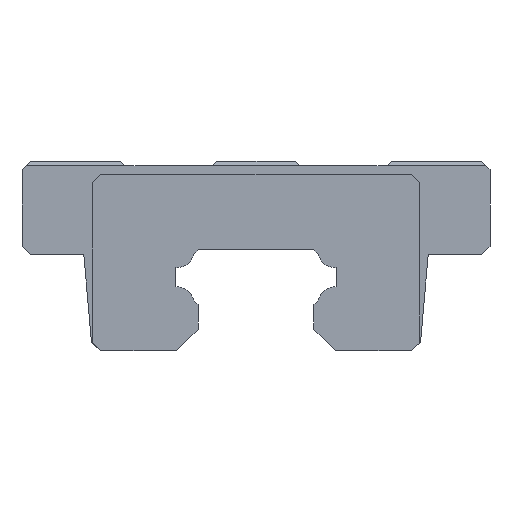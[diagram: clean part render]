
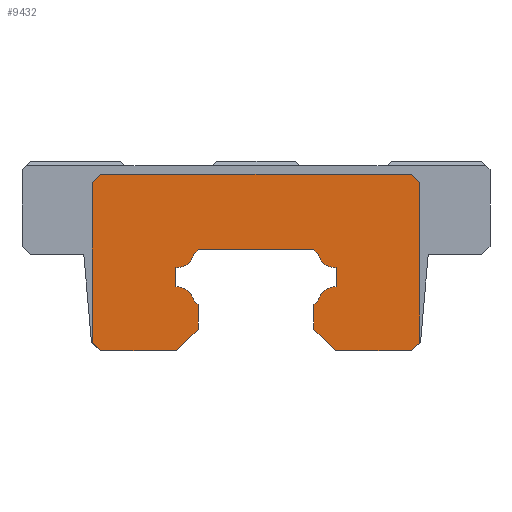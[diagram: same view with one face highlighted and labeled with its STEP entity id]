
A CAD part, front view. The second image highlights one B-rep face of the part: STEP entity #9432.
In plain terms, the highlighted planar face has unit normal (0, -1, 0).
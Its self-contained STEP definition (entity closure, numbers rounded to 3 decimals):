
#35=CIRCLE('',#9750,3.767);
#36=CIRCLE('',#9751,3.767);
#37=CIRCLE('',#9752,3.767);
#38=CIRCLE('',#9753,3.767);
#1149=FACE_OUTER_BOUND('',#1694,.T.);
#1694=EDGE_LOOP('',(#8400,#8401,#8402,#8403,#8404,#8405,#8406,#8407,#8408,
#8409,#8410,#8411,#8412,#8413,#8414,#8415,#8416,#8417,#8418,#8419,#8420,
#8421,#8422,#8423));
#2560=LINE('',#16489,#3507);
#2568=LINE('',#16512,#3515);
#2616=LINE('',#16614,#3563);
#2618=LINE('',#16618,#3565);
#2621=LINE('',#16624,#3568);
#2622=LINE('',#16626,#3569);
#2623=LINE('',#16628,#3570);
#2624=LINE('',#16632,#3571);
#2625=LINE('',#16636,#3572);
#2626=LINE('',#16638,#3573);
#2627=LINE('',#16640,#3574);
#2628=LINE('',#16644,#3575);
#2629=LINE('',#16648,#3576);
#2630=LINE('',#16650,#3577);
#2631=LINE('',#16652,#3578);
#2632=LINE('',#16654,#3579);
#2633=LINE('',#16656,#3580);
#2634=LINE('',#16658,#3581);
#2635=LINE('',#16659,#3582);
#2636=LINE('',#16660,#3583);
#3507=VECTOR('',#11069,10.);
#3515=VECTOR('',#11091,10.);
#3563=VECTOR('',#11157,10.);
#3565=VECTOR('',#11161,10.);
#3568=VECTOR('',#11166,10.);
#3569=VECTOR('',#11167,10.);
#3570=VECTOR('',#11168,10.);
#3571=VECTOR('',#11171,10.);
#3572=VECTOR('',#11174,10.);
#3573=VECTOR('',#11175,10.);
#3574=VECTOR('',#11176,10.);
#3575=VECTOR('',#11179,10.);
#3576=VECTOR('',#11182,10.);
#3577=VECTOR('',#11183,10.);
#3578=VECTOR('',#11184,10.);
#3579=VECTOR('',#11185,10.);
#3580=VECTOR('',#11186,10.);
#3581=VECTOR('',#11187,10.);
#3582=VECTOR('',#11188,10.);
#3583=VECTOR('',#11189,10.);
#4463=VERTEX_POINT('',#16483);
#4465=VERTEX_POINT('',#16487);
#4472=VERTEX_POINT('',#16509);
#4473=VERTEX_POINT('',#16511);
#4518=VERTEX_POINT('',#16613);
#4519=VERTEX_POINT('',#16617);
#4521=VERTEX_POINT('',#16623);
#4522=VERTEX_POINT('',#16625);
#4523=VERTEX_POINT('',#16627);
#4524=VERTEX_POINT('',#16629);
#4525=VERTEX_POINT('',#16631);
#4526=VERTEX_POINT('',#16633);
#4527=VERTEX_POINT('',#16635);
#4528=VERTEX_POINT('',#16637);
#4529=VERTEX_POINT('',#16639);
#4530=VERTEX_POINT('',#16641);
#4531=VERTEX_POINT('',#16643);
#4532=VERTEX_POINT('',#16645);
#4533=VERTEX_POINT('',#16647);
#4534=VERTEX_POINT('',#16649);
#4535=VERTEX_POINT('',#16651);
#4536=VERTEX_POINT('',#16653);
#4537=VERTEX_POINT('',#16655);
#4538=VERTEX_POINT('',#16657);
#5776=EDGE_CURVE('',#4463,#4465,#2560,.T.);
#5784=EDGE_CURVE('',#4473,#4472,#2568,.T.);
#5836=EDGE_CURVE('',#4473,#4518,#2616,.T.);
#5838=EDGE_CURVE('',#4519,#4518,#2618,.T.);
#5841=EDGE_CURVE('',#4472,#4521,#2621,.T.);
#5842=EDGE_CURVE('',#4521,#4522,#2622,.T.);
#5843=EDGE_CURVE('',#4522,#4523,#2623,.T.);
#5844=EDGE_CURVE('',#4523,#4524,#35,.T.);
#5845=EDGE_CURVE('',#4524,#4525,#2624,.T.);
#5846=EDGE_CURVE('',#4525,#4526,#36,.T.);
#5847=EDGE_CURVE('',#4526,#4527,#2625,.T.);
#5848=EDGE_CURVE('',#4527,#4528,#2626,.T.);
#5849=EDGE_CURVE('',#4528,#4529,#2627,.T.);
#5850=EDGE_CURVE('',#4529,#4530,#37,.T.);
#5851=EDGE_CURVE('',#4530,#4531,#2628,.T.);
#5852=EDGE_CURVE('',#4531,#4532,#38,.T.);
#5853=EDGE_CURVE('',#4532,#4533,#2629,.T.);
#5854=EDGE_CURVE('',#4533,#4534,#2630,.T.);
#5855=EDGE_CURVE('',#4534,#4535,#2631,.T.);
#5856=EDGE_CURVE('',#4535,#4536,#2632,.T.);
#5857=EDGE_CURVE('',#4537,#4536,#2633,.T.);
#5858=EDGE_CURVE('',#4537,#4538,#2634,.T.);
#5859=EDGE_CURVE('',#4463,#4538,#2635,.T.);
#5860=EDGE_CURVE('',#4519,#4465,#2636,.T.);
#8400=ORIENTED_EDGE('',*,*,#5836,.F.);
#8401=ORIENTED_EDGE('',*,*,#5784,.T.);
#8402=ORIENTED_EDGE('',*,*,#5841,.T.);
#8403=ORIENTED_EDGE('',*,*,#5842,.T.);
#8404=ORIENTED_EDGE('',*,*,#5843,.T.);
#8405=ORIENTED_EDGE('',*,*,#5844,.T.);
#8406=ORIENTED_EDGE('',*,*,#5845,.T.);
#8407=ORIENTED_EDGE('',*,*,#5846,.T.);
#8408=ORIENTED_EDGE('',*,*,#5847,.T.);
#8409=ORIENTED_EDGE('',*,*,#5848,.T.);
#8410=ORIENTED_EDGE('',*,*,#5849,.T.);
#8411=ORIENTED_EDGE('',*,*,#5850,.T.);
#8412=ORIENTED_EDGE('',*,*,#5851,.T.);
#8413=ORIENTED_EDGE('',*,*,#5852,.T.);
#8414=ORIENTED_EDGE('',*,*,#5853,.T.);
#8415=ORIENTED_EDGE('',*,*,#5854,.T.);
#8416=ORIENTED_EDGE('',*,*,#5855,.T.);
#8417=ORIENTED_EDGE('',*,*,#5856,.T.);
#8418=ORIENTED_EDGE('',*,*,#5857,.F.);
#8419=ORIENTED_EDGE('',*,*,#5858,.T.);
#8420=ORIENTED_EDGE('',*,*,#5859,.F.);
#8421=ORIENTED_EDGE('',*,*,#5776,.T.);
#8422=ORIENTED_EDGE('',*,*,#5860,.F.);
#8423=ORIENTED_EDGE('',*,*,#5838,.T.);
#8940=PLANE('',#9749);
#9432=ADVANCED_FACE('',(#1149),#8940,.T.);
#9749=AXIS2_PLACEMENT_3D('',#16622,#11164,#11165);
#9750=AXIS2_PLACEMENT_3D('',#16630,#11169,#11170);
#9751=AXIS2_PLACEMENT_3D('',#16634,#11172,#11173);
#9752=AXIS2_PLACEMENT_3D('',#16642,#11177,#11178);
#9753=AXIS2_PLACEMENT_3D('',#16646,#11180,#11181);
#11069=DIRECTION('',(-1.,0.,0.));
#11091=DIRECTION('',(1.,0.,0.));
#11157=DIRECTION('',(-0.707,0.,0.707));
#11161=DIRECTION('',(0.,0.,-1.));
#11164=DIRECTION('center_axis',(0.,-1.,0.));
#11165=DIRECTION('ref_axis',(0.,0.,-1.));
#11166=DIRECTION('',(0.707,0.,0.707));
#11167=DIRECTION('',(0.,0.,1.));
#11168=DIRECTION('',(-0.707,0.,0.707));
#11169=DIRECTION('center_axis',(0.,-1.,0.));
#11170=DIRECTION('ref_axis',(0.968,0.,0.252));
#11171=DIRECTION('',(0.,0.,1.));
#11172=DIRECTION('center_axis',(0.,-1.,0.));
#11173=DIRECTION('ref_axis',(-0.027,0.,-1.));
#11174=DIRECTION('',(0.707,0.,0.707));
#11175=DIRECTION('',(1.,0.,0.));
#11176=DIRECTION('',(0.707,0.,-0.707));
#11177=DIRECTION('center_axis',(0.,-1.,0.));
#11178=DIRECTION('ref_axis',(-0.968,0.,-0.252));
#11179=DIRECTION('',(0.,0.,-1.));
#11180=DIRECTION('center_axis',(0.,-1.,0.));
#11181=DIRECTION('ref_axis',(0.027,0.,1.));
#11182=DIRECTION('',(-0.707,0.,-0.707));
#11183=DIRECTION('',(0.,0.,-1.));
#11184=DIRECTION('',(0.707,0.,-0.707));
#11185=DIRECTION('',(1.,0.,0.));
#11186=DIRECTION('',(-0.737,0.,-0.676));
#11187=DIRECTION('',(0.,0.,1.));
#11188=DIRECTION('',(0.707,0.,-0.707));
#11189=DIRECTION('',(0.707,0.,0.707));
#16483=CARTESIAN_POINT('',(33.2,-56.,45.2));
#16487=CARTESIAN_POINT('',(-33.2,-56.,45.2));
#16489=CARTESIAN_POINT('',(35.,-56.,45.2));
#16509=CARTESIAN_POINT('',(-16.99,-56.,7.5));
#16511=CARTESIAN_POINT('',(-33.2,-56.,7.5));
#16512=CARTESIAN_POINT('',(-35.,-56.,7.5));
#16613=CARTESIAN_POINT('',(-35.,-56.,9.3));
#16614=CARTESIAN_POINT('',(-30.333,-56.,4.633));
#16617=CARTESIAN_POINT('',(-35.,-56.,43.4));
#16618=CARTESIAN_POINT('',(-35.,-56.,48.));
#16622=CARTESIAN_POINT('Origin',(0.,-56.,27.431));
#16623=CARTESIAN_POINT('',(-12.365,-56.,12.125));
#16624=CARTESIAN_POINT('',(-16.99,-56.,7.5));
#16625=CARTESIAN_POINT('',(-12.365,-56.,17.359));
#16626=CARTESIAN_POINT('',(-12.365,-56.,12.125));
#16627=CARTESIAN_POINT('',(-13.355,-56.,18.348));
#16628=CARTESIAN_POINT('',(-12.365,-56.,17.359));
#16629=CARTESIAN_POINT('',(-17.1,-56.,21.165));
#16630=CARTESIAN_POINT('Origin',(-17.,-56.,17.4));
#16631=CARTESIAN_POINT('',(-17.1,-56.,25.235));
#16632=CARTESIAN_POINT('',(-17.1,-56.,21.165));
#16633=CARTESIAN_POINT('',(-13.355,-56.,28.052));
#16634=CARTESIAN_POINT('Origin',(-17.,-56.,29.));
#16635=CARTESIAN_POINT('',(-12.306,-56.,29.1));
#16636=CARTESIAN_POINT('',(-13.355,-56.,28.052));
#16637=CARTESIAN_POINT('',(12.306,-56.,29.1));
#16638=CARTESIAN_POINT('',(-12.306,-56.,29.1));
#16639=CARTESIAN_POINT('',(13.355,-56.,28.052));
#16640=CARTESIAN_POINT('',(12.306,-56.,29.1));
#16641=CARTESIAN_POINT('',(17.1,-56.,25.235));
#16642=CARTESIAN_POINT('Origin',(17.,-56.,29.));
#16643=CARTESIAN_POINT('',(17.1,-56.,21.165));
#16644=CARTESIAN_POINT('',(17.1,-56.,25.235));
#16645=CARTESIAN_POINT('',(13.355,-56.,18.348));
#16646=CARTESIAN_POINT('Origin',(17.,-56.,17.4));
#16647=CARTESIAN_POINT('',(12.365,-56.,17.359));
#16648=CARTESIAN_POINT('',(13.355,-56.,18.348));
#16649=CARTESIAN_POINT('',(12.365,-56.,12.125));
#16650=CARTESIAN_POINT('',(12.365,-56.,17.359));
#16651=CARTESIAN_POINT('',(16.99,-56.,7.5));
#16652=CARTESIAN_POINT('',(12.365,-56.,12.125));
#16653=CARTESIAN_POINT('',(33.2,-56.,7.5));
#16654=CARTESIAN_POINT('',(16.99,-56.,7.5));
#16655=CARTESIAN_POINT('',(35.,-56.,9.149));
#16656=CARTESIAN_POINT('',(29.63,-56.,4.228));
#16657=CARTESIAN_POINT('',(35.,-56.,43.4));
#16658=CARTESIAN_POINT('',(35.,-56.,7.5));
#16659=CARTESIAN_POINT('',(29.792,-56.,48.608));
#16660=CARTESIAN_POINT('',(-29.792,-56.,48.608));
